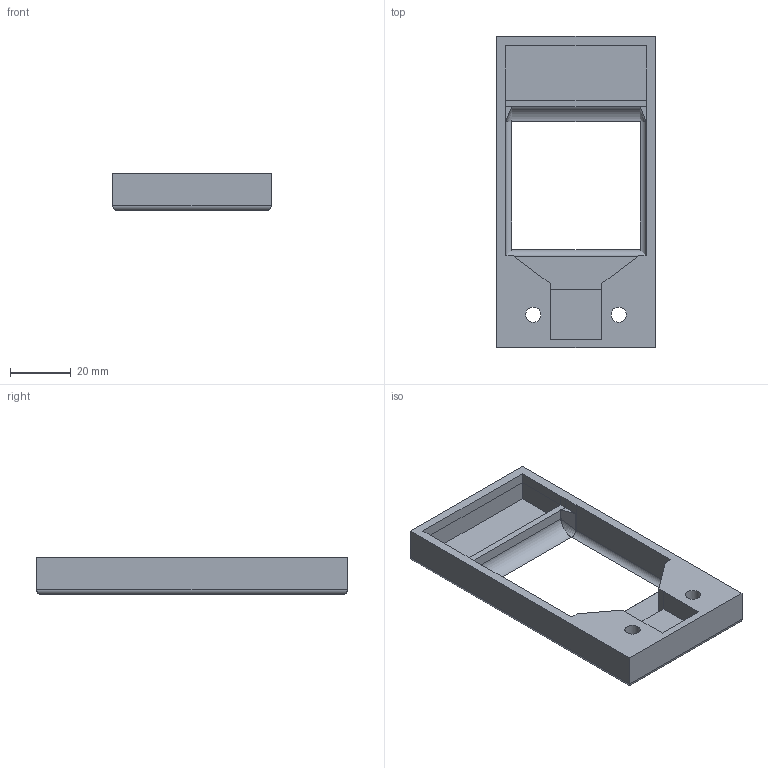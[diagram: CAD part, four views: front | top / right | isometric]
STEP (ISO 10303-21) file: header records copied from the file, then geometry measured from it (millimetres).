
FILE_DESCRIPTION(('FreeCAD Model'),'2;1');
FILE_NAME( 'bxgr_optskin02_mold_a-v3.1.stp', '2017-01-11T17:28:24',('FreeCAD'),('FreeCAD'), 'Open CASCADE STEP processor 6.8','FreeCAD','Unknown');
FILE_SCHEMA(('AUTOMOTIVE_DESIGN_CC2 { 1 2 10303 214 -1 1 5 4 }'));
Length unit declared in the file: millimetre
Products named in the file (8): Open CASCADE STEP translator 6.8 3; Open CASCADE STEP translator 6.8 3.1; Open CASCADE STEP translator 6.8 3.1.1; Open CASCADE STEP translator 6.8 3.1.1.1; Open CASCADE STEP translator 6.8 3.1.1.2; Open CASCADE STEP translator 6.8 3.1.2; Open CASCADE STEP translator 6.8 3.1.3; Open CASCADE STEP translator 6.8 3.1.4
Assembly tree (7 placements, depth 4):
  Open CASCADE STEP translator 6.8 3
    Open CASCADE STEP translator 6.8 3.1
      Open CASCADE STEP translator 6.8 3.1.1
        Open CASCADE STEP translator 6.8 3.1.1.1
        Open CASCADE STEP translator 6.8 3.1.1.2
      Open CASCADE STEP translator 6.8 3.1.2
      Open CASCADE STEP translator 6.8 3.1.3
      Open CASCADE STEP translator 6.8 3.1.4
Bounding box: 52 x 102 x 12 mm (x, y, z)
Volume: 22849.5 mm3; surface area: 14874.2 mm2
Topology: 3 solids, 5 shells, 67 faces, 163 edges, 102 vertices
Faces by surface type: plane 53, cylinder 10, bspline 4
Full cylindrical faces by diameter (mm): 5 x2
Entity records: 6652 total; most frequent: CARTESIAN_POINT 3284, DIRECTION 607, LINE 423, VECTOR 423, ORIENTED_EDGE 314, PCURVE 314, DEFINITIONAL_REPRESENTATION 314, EDGE_CURVE 163
